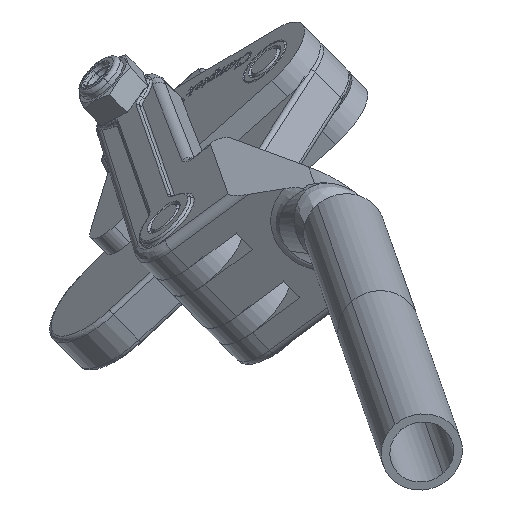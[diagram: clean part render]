
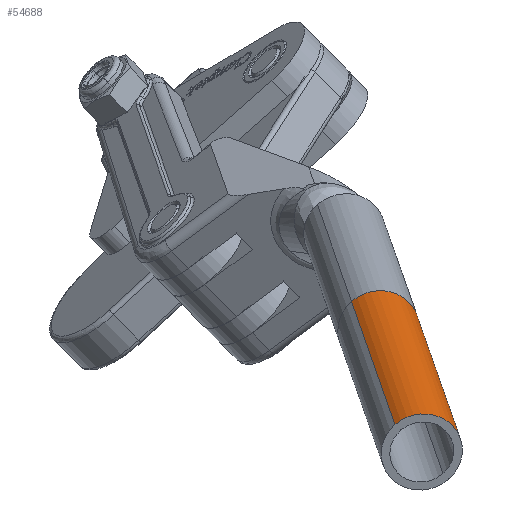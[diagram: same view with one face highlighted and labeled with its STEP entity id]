
A CAD part, top view. The second image highlights one B-rep face of the part: STEP entity #54688.
In plain terms, the highlighted cylindrical face has radius 8.5 mm (diameter 17 mm), a partial arc.
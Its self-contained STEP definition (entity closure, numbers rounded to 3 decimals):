
#1634 = DIRECTION ( 'NONE',  ( 0., 0., 1. ) ) ;
#1775 = AXIS2_PLACEMENT_3D ( 'NONE', #47047, #6725, #53860 ) ;
#6725 = DIRECTION ( 'NONE',  ( 0., 1., 0. ) ) ;
#8505 = VECTOR ( 'NONE', #43520, 1000. ) ;
#9310 = CARTESIAN_POINT ( 'NONE',  ( 29.384, 219., -8.5 ) ) ;
#10096 = VECTOR ( 'NONE', #13922, 1000. ) ;
#13922 = DIRECTION ( 'NONE',  ( 0., -1., 0. ) ) ;
#15682 = EDGE_CURVE ( 'NONE', #82356, #68170, #38915, .T. ) ;
#17455 = CIRCLE ( 'NONE', #1775, 8.5 ) ;
#19350 = DIRECTION ( 'NONE',  ( 0., 0., -1. ) ) ;
#22219 = ORIENTED_EDGE ( 'NONE', *, *, #49355, .T. ) ;
#24378 = ORIENTED_EDGE ( 'NONE', *, *, #56985, .T. ) ;
#27811 = FACE_OUTER_BOUND ( 'NONE', #66223, .T. ) ;
#28373 = VERTEX_POINT ( 'NONE', #84875 ) ;
#31631 = AXIS2_PLACEMENT_3D ( 'NONE', #82319, #41986, #1634 ) ;
#32909 = CARTESIAN_POINT ( 'NONE',  ( 29.384, 219., 0. ) ) ;
#36109 = EDGE_CURVE ( 'NONE', #68170, #28373, #45874, .T. ) ;
#36778 = CARTESIAN_POINT ( 'NONE',  ( 29.384, 219., 8.5 ) ) ;
#38915 = CIRCLE ( 'NONE', #31631, 8.5 ) ;
#39427 = ORIENTED_EDGE ( 'NONE', *, *, #15682, .F. ) ;
#41986 = DIRECTION ( 'NONE',  ( 0., 1., 0. ) ) ;
#42720 = ORIENTED_EDGE ( 'NONE', *, *, #36109, .F. ) ;
#43520 = DIRECTION ( 'NONE',  ( 0., -1., 0. ) ) ;
#45874 = LINE ( 'NONE', #47474, #10096 ) ;
#47047 = CARTESIAN_POINT ( 'NONE',  ( 29.384, 149., 0. ) ) ;
#47474 = CARTESIAN_POINT ( 'NONE',  ( 29.384, 219., -8.5 ) ) ;
#49355 = EDGE_CURVE ( 'NONE', #53788, #28373, #17455, .T. ) ;
#53788 = VERTEX_POINT ( 'NONE', #75098 ) ;
#53860 = DIRECTION ( 'NONE',  ( 0., 0., 1. ) ) ;
#54688 = ADVANCED_FACE ( 'NONE', ( #27811 ), #77284, .T. ) ;
#56985 = EDGE_CURVE ( 'NONE', #82356, #53788, #80143, .T. ) ;
#65145 = CARTESIAN_POINT ( 'NONE',  ( 29.384, 219., 8.5 ) ) ;
#66223 = EDGE_LOOP ( 'NONE', ( #39427, #24378, #22219, #42720 ) ) ;
#66454 = DIRECTION ( 'NONE',  ( 0., -1., 0. ) ) ;
#68170 = VERTEX_POINT ( 'NONE', #9310 ) ;
#75098 = CARTESIAN_POINT ( 'NONE',  ( 29.384, 149., 8.5 ) ) ;
#77284 = CYLINDRICAL_SURFACE ( 'NONE', #86680, 8.5 ) ;
#80143 = LINE ( 'NONE', #36778, #8505 ) ;
#82319 = CARTESIAN_POINT ( 'NONE',  ( 29.384, 219., 0. ) ) ;
#82356 = VERTEX_POINT ( 'NONE', #65145 ) ;
#84875 = CARTESIAN_POINT ( 'NONE',  ( 29.384, 149., -8.5 ) ) ;
#86680 = AXIS2_PLACEMENT_3D ( 'NONE', #32909, #66454, #19350 ) ;
